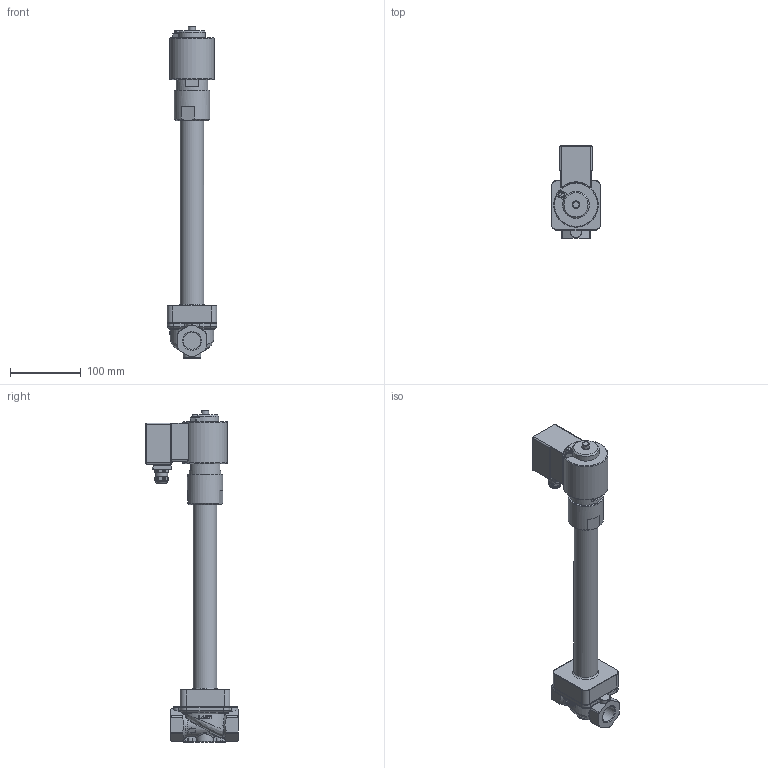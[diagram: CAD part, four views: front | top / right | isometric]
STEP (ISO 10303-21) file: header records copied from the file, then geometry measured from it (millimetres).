
FILE_DESCRIPTION(/* description */ ('3D Modell'),/* implementation_level */ '2;1');
FILE_NAME(/* name */ '091.000095_A9124-0804-.328.stp',/* time_stamp */ '2020-10-08T09:01:46+02:00',/* author */ ('CBeuthner'),/* organization */ (''),/* preprocessor_version */ 'ST-DEVELOPER v16.1',/* originating_system */ 'Autodesk Inventor 2016',/* authorisation */ '');
FILE_SCHEMA (('CONFIG_CONTROL_DESIGN'));
Length unit declared in the file: millimetre
Products named in the file (1): 88-004867
Bounding box: 70 x 130.1 x 469.47 mm (x, y, z)
Volume: 962251.7 mm3; surface area: 110884.3 mm2
Topology: 2 solids, 2 shells, 639 faces, 1596 edges, 969 vertices
Faces by surface type: plane 190, cylinder 163, bspline 157, torus 73, cone 56
Full cylindrical faces by diameter (mm): 4.51 x1, 10 x1, 11 x1, 17 x2, 24.117 x2, 33.4 x1, 38 x1, 45 x1, 50 x1, 58 x1, 63 x1
Entity records: 34020 total; most frequent: CARTESIAN_POINT 20404, ORIENTED_EDGE 3104, DIRECTION 2458, EDGE_CURVE 1552, AXIS2_PLACEMENT_3D 1002, VERTEX_POINT 963, EDGE_LOOP 685, FACE_OUTER_BOUND 639
